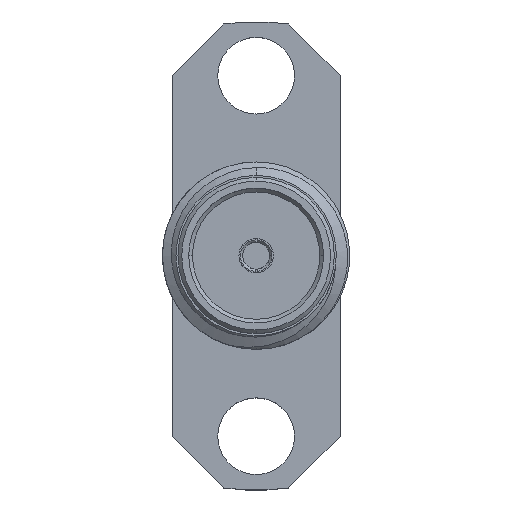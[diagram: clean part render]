
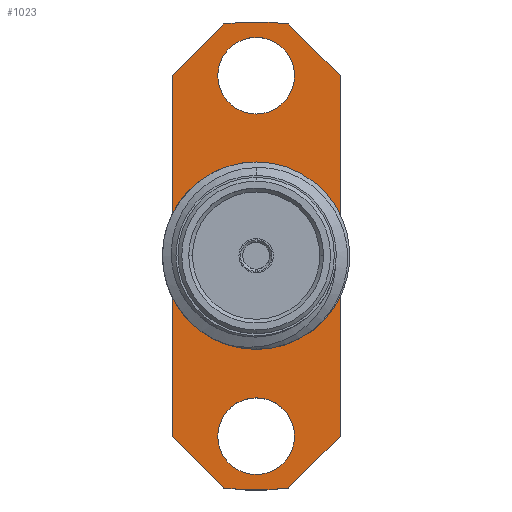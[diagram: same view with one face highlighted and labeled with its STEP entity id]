
A CAD part, top view. The second image highlights one B-rep face of the part: STEP entity #1023.
In plain terms, the highlighted planar face has unit normal (0, 0, 1).
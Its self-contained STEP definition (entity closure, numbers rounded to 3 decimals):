
#27 = EDGE_LOOP ( 'NONE', ( #4351, #3380 ) ) ;
#76 = VECTOR ( 'NONE', #3828, 1000. ) ;
#77 = DIRECTION ( 'NONE',  ( 1., 0., 0. ) ) ;
#97 = CARTESIAN_POINT ( 'NONE',  ( 1.096, -7.864, 0. ) ) ;
#102 = EDGE_CURVE ( 'NONE', #716, #3119, #606, .T. ) ;
#162 = DIRECTION ( 'NONE',  ( 1., 0., 0. ) ) ;
#243 = ORIENTED_EDGE ( 'NONE', *, *, #387, .T. ) ;
#258 = VECTOR ( 'NONE', #3693, 1000. ) ;
#276 = CARTESIAN_POINT ( 'NONE',  ( -2.85, -6.11, 0. ) ) ;
#299 = CARTESIAN_POINT ( 'NONE',  ( 0., 0., 0. ) ) ;
#300 = ORIENTED_EDGE ( 'NONE', *, *, #2257, .T. ) ;
#387 = EDGE_CURVE ( 'NONE', #4671, #1069, #2689, .T. ) ;
#424 = AXIS2_PLACEMENT_3D ( 'NONE', #3765, #3037, #3428 ) ;
#463 = EDGE_CURVE ( 'NONE', #1679, #3887, #3538, .T. ) ;
#470 = EDGE_CURVE ( 'NONE', #1530, #746, #4445, .T. ) ;
#482 = VERTEX_POINT ( 'NONE', #534 ) ;
#491 = CARTESIAN_POINT ( 'NONE',  ( 2.85, 6.11, 0. ) ) ;
#515 = VERTEX_POINT ( 'NONE', #1751 ) ;
#525 = CARTESIAN_POINT ( 'NONE',  ( 0., 6.11, 0. ) ) ;
#534 = CARTESIAN_POINT ( 'NONE',  ( 1.3, -6.11, 0. ) ) ;
#587 = CIRCLE ( 'NONE', #2657, 1.3 ) ;
#595 = VECTOR ( 'NONE', #4089, 1000. ) ;
#606 = LINE ( 'NONE', #2230, #3350 ) ;
#716 = VERTEX_POINT ( 'NONE', #3593 ) ;
#743 = ORIENTED_EDGE ( 'NONE', *, *, #1034, .F. ) ;
#746 = VERTEX_POINT ( 'NONE', #1351 ) ;
#774 = CARTESIAN_POINT ( 'NONE',  ( 0., 0., 0. ) ) ;
#821 = EDGE_LOOP ( 'NONE', ( #1700, #3262 ) ) ;
#824 = CARTESIAN_POINT ( 'NONE',  ( 2.85, -6.11, 0. ) ) ;
#859 = EDGE_CURVE ( 'NONE', #1069, #716, #2083, .T. ) ;
#870 = VECTOR ( 'NONE', #1452, 1000. ) ;
#939 = CARTESIAN_POINT ( 'NONE',  ( -2.85, -6.11, 0. ) ) ;
#1022 = CARTESIAN_POINT ( 'NONE',  ( 1.096, 7.864, 0. ) ) ;
#1023 = ADVANCED_FACE ( 'NONE', ( #3919, #1093, #4718, #4097 ), #2739, .T. ) ;
#1034 = EDGE_CURVE ( 'NONE', #1182, #515, #4037, .T. ) ;
#1069 = VERTEX_POINT ( 'NONE', #1378 ) ;
#1093 = FACE_OUTER_BOUND ( 'NONE', #3099, .T. ) ;
#1109 = CARTESIAN_POINT ( 'NONE',  ( 0., 0., 0. ) ) ;
#1110 = ORIENTED_EDGE ( 'NONE', *, *, #4316, .F. ) ;
#1181 = DIRECTION ( 'NONE',  ( 0.707, 0.707, 0. ) ) ;
#1182 = VERTEX_POINT ( 'NONE', #4558 ) ;
#1232 = AXIS2_PLACEMENT_3D ( 'NONE', #299, #2376, #3222 ) ;
#1238 = VERTEX_POINT ( 'NONE', #3108 ) ;
#1258 = EDGE_CURVE ( 'NONE', #482, #1238, #3534, .T. ) ;
#1300 = DIRECTION ( 'NONE',  ( 0., 0., 1. ) ) ;
#1351 = CARTESIAN_POINT ( 'NONE',  ( 0., -2.65, 0. ) ) ;
#1378 = CARTESIAN_POINT ( 'NONE',  ( -1.096, 7.864, 0. ) ) ;
#1452 = DIRECTION ( 'NONE',  ( -0.707, -0.707, 0. ) ) ;
#1530 = VERTEX_POINT ( 'NONE', #3044 ) ;
#1660 = ORIENTED_EDGE ( 'NONE', *, *, #102, .T. ) ;
#1679 = VERTEX_POINT ( 'NONE', #97 ) ;
#1689 = CARTESIAN_POINT ( 'NONE',  ( 0., -6.11, 0. ) ) ;
#1700 = ORIENTED_EDGE ( 'NONE', *, *, #1258, .F. ) ;
#1751 = CARTESIAN_POINT ( 'NONE',  ( -1.3, 6.11, 0. ) ) ;
#1784 = CARTESIAN_POINT ( 'NONE',  ( 0., -6.11, 0. ) ) ;
#1810 = CARTESIAN_POINT ( 'NONE',  ( 2.85, -7.411, 0. ) ) ;
#1831 = CARTESIAN_POINT ( 'NONE',  ( -2.85, 6.11, 0. ) ) ;
#1891 = CARTESIAN_POINT ( 'NONE',  ( 2.85, -6.11, 0. ) ) ;
#1944 = CARTESIAN_POINT ( 'NONE',  ( 0., 0., 0. ) ) ;
#1950 = LINE ( 'NONE', #491, #76 ) ;
#2054 = DIRECTION ( 'NONE',  ( 0., 0., 1. ) ) ;
#2083 = LINE ( 'NONE', #1831, #870 ) ;
#2103 = DIRECTION ( 'NONE',  ( 0., -1., 0. ) ) ;
#2230 = CARTESIAN_POINT ( 'NONE',  ( -2.85, -7.411, 0. ) ) ;
#2257 = EDGE_CURVE ( 'NONE', #3887, #2803, #4530, .T. ) ;
#2376 = DIRECTION ( 'NONE',  ( 0., 0., 1. ) ) ;
#2431 = DIRECTION ( 'NONE',  ( 0., 0., 1. ) ) ;
#2638 = EDGE_CURVE ( 'NONE', #3564, #3119, #3373, .T. ) ;
#2657 = AXIS2_PLACEMENT_3D ( 'NONE', #1784, #4349, #4738 ) ;
#2677 = AXIS2_PLACEMENT_3D ( 'NONE', #525, #1300, #3131 ) ;
#2689 = CIRCLE ( 'NONE', #2909, 7.94 ) ;
#2739 = PLANE ( 'NONE',  #4063 ) ;
#2803 = VERTEX_POINT ( 'NONE', #4449 ) ;
#2890 = AXIS2_PLACEMENT_3D ( 'NONE', #3243, #2431, #2103 ) ;
#2909 = AXIS2_PLACEMENT_3D ( 'NONE', #774, #3364, #4160 ) ;
#2914 = ORIENTED_EDGE ( 'NONE', *, *, #4189, .F. ) ;
#2983 = CIRCLE ( 'NONE', #2890, 2.65 ) ;
#3023 = ORIENTED_EDGE ( 'NONE', *, *, #463, .T. ) ;
#3037 = DIRECTION ( 'NONE',  ( 0., 0., 1. ) ) ;
#3044 = CARTESIAN_POINT ( 'NONE',  ( 0., 2.65, 0. ) ) ;
#3099 = EDGE_LOOP ( 'NONE', ( #3023, #300, #1110, #243, #3688, #1660, #4125, #4258 ) ) ;
#3108 = CARTESIAN_POINT ( 'NONE',  ( -1.3, -6.11, 0. ) ) ;
#3110 = EDGE_LOOP ( 'NONE', ( #743, #2914 ) ) ;
#3119 = VERTEX_POINT ( 'NONE', #939 ) ;
#3131 = DIRECTION ( 'NONE',  ( 1., 0., 0. ) ) ;
#3161 = AXIS2_PLACEMENT_3D ( 'NONE', #1109, #4422, #4515 ) ;
#3222 = DIRECTION ( 'NONE',  ( 0., -1., 0. ) ) ;
#3243 = CARTESIAN_POINT ( 'NONE',  ( 0., 0., 0. ) ) ;
#3251 = VECTOR ( 'NONE', #1181, 1000. ) ;
#3262 = ORIENTED_EDGE ( 'NONE', *, *, #4462, .F. ) ;
#3350 = VECTOR ( 'NONE', #4789, 1000. ) ;
#3364 = DIRECTION ( 'NONE',  ( 0., 0., 1. ) ) ;
#3373 = LINE ( 'NONE', #276, #258 ) ;
#3380 = ORIENTED_EDGE ( 'NONE', *, *, #470, .F. ) ;
#3428 = DIRECTION ( 'NONE',  ( 1., 0., 0. ) ) ;
#3534 = CIRCLE ( 'NONE', #4132, 1.3 ) ;
#3538 = LINE ( 'NONE', #824, #3251 ) ;
#3564 = VERTEX_POINT ( 'NONE', #3814 ) ;
#3593 = CARTESIAN_POINT ( 'NONE',  ( -2.85, 6.11, 0. ) ) ;
#3688 = ORIENTED_EDGE ( 'NONE', *, *, #859, .T. ) ;
#3693 = DIRECTION ( 'NONE',  ( -0.707, 0.707, 0. ) ) ;
#3765 = CARTESIAN_POINT ( 'NONE',  ( 0., 6.11, 0. ) ) ;
#3792 = EDGE_CURVE ( 'NONE', #3564, #1679, #3907, .T. ) ;
#3814 = CARTESIAN_POINT ( 'NONE',  ( -1.096, -7.864, 0. ) ) ;
#3828 = DIRECTION ( 'NONE',  ( 0.707, -0.707, 0. ) ) ;
#3887 = VERTEX_POINT ( 'NONE', #1891 ) ;
#3907 = CIRCLE ( 'NONE', #3161, 7.94 ) ;
#3919 = FACE_BOUND ( 'NONE', #27, .T. ) ;
#4037 = CIRCLE ( 'NONE', #2677, 1.3 ) ;
#4063 = AXIS2_PLACEMENT_3D ( 'NONE', #1944, #4505, #77 ) ;
#4089 = DIRECTION ( 'NONE',  ( 0., 1., 0. ) ) ;
#4097 = FACE_BOUND ( 'NONE', #3110, .T. ) ;
#4125 = ORIENTED_EDGE ( 'NONE', *, *, #2638, .F. ) ;
#4132 = AXIS2_PLACEMENT_3D ( 'NONE', #1689, #2054, #162 ) ;
#4160 = DIRECTION ( 'NONE',  ( 1., 0., 0. ) ) ;
#4189 = EDGE_CURVE ( 'NONE', #515, #1182, #4300, .T. ) ;
#4258 = ORIENTED_EDGE ( 'NONE', *, *, #3792, .T. ) ;
#4300 = CIRCLE ( 'NONE', #424, 1.3 ) ;
#4316 = EDGE_CURVE ( 'NONE', #4671, #2803, #1950, .T. ) ;
#4349 = DIRECTION ( 'NONE',  ( 0., 0., 1. ) ) ;
#4351 = ORIENTED_EDGE ( 'NONE', *, *, #4667, .F. ) ;
#4422 = DIRECTION ( 'NONE',  ( 0., 0., 1. ) ) ;
#4445 = CIRCLE ( 'NONE', #1232, 2.65 ) ;
#4449 = CARTESIAN_POINT ( 'NONE',  ( 2.85, 6.11, 0. ) ) ;
#4462 = EDGE_CURVE ( 'NONE', #1238, #482, #587, .T. ) ;
#4505 = DIRECTION ( 'NONE',  ( 0., 0., 1. ) ) ;
#4515 = DIRECTION ( 'NONE',  ( 1., 0., 0. ) ) ;
#4530 = LINE ( 'NONE', #1810, #595 ) ;
#4558 = CARTESIAN_POINT ( 'NONE',  ( 1.3, 6.11, 0. ) ) ;
#4667 = EDGE_CURVE ( 'NONE', #746, #1530, #2983, .T. ) ;
#4671 = VERTEX_POINT ( 'NONE', #1022 ) ;
#4718 = FACE_BOUND ( 'NONE', #821, .T. ) ;
#4738 = DIRECTION ( 'NONE',  ( 1., 0., 0. ) ) ;
#4789 = DIRECTION ( 'NONE',  ( 0., -1., 0. ) ) ;
